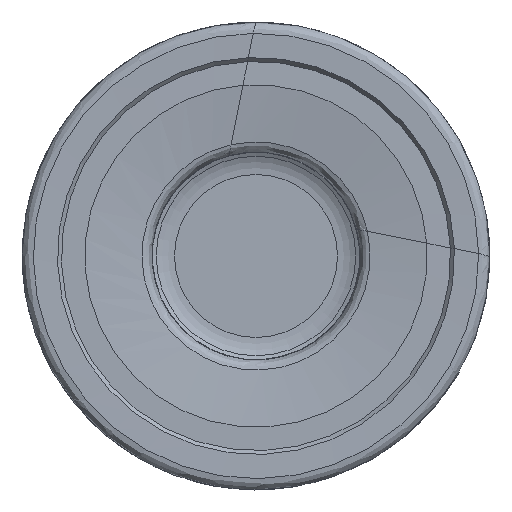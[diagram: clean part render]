
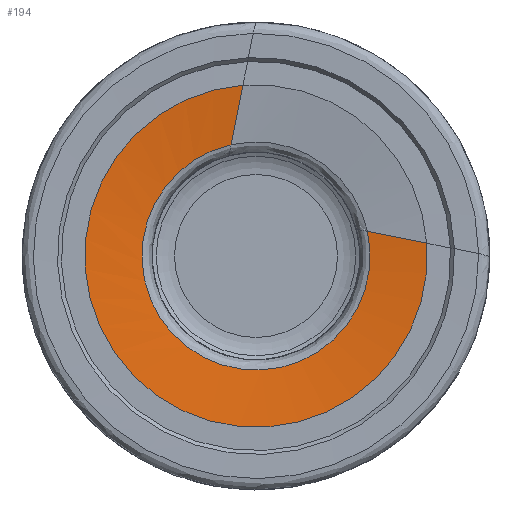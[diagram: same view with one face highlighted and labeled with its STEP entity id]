
A CAD part, left-side view. The second image highlights one B-rep face of the part: STEP entity #194.
In plain terms, the highlighted free-form (B-spline) face has degree [1, 3] with [2, 7] control points.
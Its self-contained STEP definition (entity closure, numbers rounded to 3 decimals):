
#129=LINE('',#1272,#161);
#130=LINE('',#1273,#162);
#161=VECTOR('',#994,1.);
#162=VECTOR('',#995,1.);
#194=ADVANCED_FACE('',(#295),#258,.F.);
#258=(
BOUNDED_SURFACE()
B_SPLINE_SURFACE(1,3,((#1274,#1275,#1276,#1277,#1278,#1279,#1280),(#1281,
#1282,#1283,#1284,#1285,#1286,#1287)),.UNSPECIFIED.,.F.,.F.,.F.)
B_SPLINE_SURFACE_WITH_KNOTS((2,2),(4,3,4),(0.,1.),(0.,0.5,1.),
 .UNSPECIFIED.)
GEOMETRIC_REPRESENTATION_ITEM()
RATIONAL_B_SPLINE_SURFACE(((1.,0.589,0.589,1.,0.589,
0.589,1.),(1.,0.589,0.589,1.,0.589,
0.589,1.)))
REPRESENTATION_ITEM('')
SURFACE()
);
#295=FACE_OUTER_BOUND('',#337,.T.);
#337=EDGE_LOOP('',(#498,#499,#500,#501));
#426=CIRCLE('',#877,7.8);
#427=CIRCLE('',#879,11.709);
#498=ORIENTED_EDGE('',*,*,#767,.F.);
#499=ORIENTED_EDGE('',*,*,#768,.F.);
#500=ORIENTED_EDGE('',*,*,#764,.T.);
#501=ORIENTED_EDGE('',*,*,#769,.F.);
#698=VERTEX_POINT('',#1264);
#699=VERTEX_POINT('',#1265);
#700=VERTEX_POINT('',#1270);
#701=VERTEX_POINT('',#1271);
#764=EDGE_CURVE('',#698,#699,#426,.T.);
#767=EDGE_CURVE('',#700,#701,#427,.T.);
#768=EDGE_CURVE('',#698,#700,#129,.T.);
#769=EDGE_CURVE('',#701,#699,#130,.T.);
#877=AXIS2_PLACEMENT_3D('',#1263,#986,#987);
#879=AXIS2_PLACEMENT_3D('',#1269,#992,#993);
#986=DIRECTION('',(1.,0.,0.));
#987=DIRECTION('',(0.,-0.976,0.217));
#992=DIRECTION('',(1.,0.,0.));
#993=DIRECTION('',(0.,-0.997,0.075));
#994=DIRECTION('',(-0.113,-0.974,-0.195));
#995=DIRECTION('',(0.113,0.193,-0.975));
#1263=CARTESIAN_POINT('',(0.836,0.,0.));
#1264=CARTESIAN_POINT('',(0.836,-7.614,1.693));
#1265=CARTESIAN_POINT('',(0.836,1.707,7.611));
#1269=CARTESIAN_POINT('',(0.363,0.,0.));
#1270=CARTESIAN_POINT('',(0.363,-11.676,0.88));
#1271=CARTESIAN_POINT('',(0.363,0.902,11.674));
#1272=CARTESIAN_POINT('',(0.836,-7.614,1.693));
#1273=CARTESIAN_POINT('',(0.836,1.707,7.611));
#1274=CARTESIAN_POINT('',(0.836,-7.614,1.693));
#1275=CARTESIAN_POINT('',(0.836,-9.385,-6.271));
#1276=CARTESIAN_POINT('',(0.836,-2.707,-10.958));
#1277=CARTESIAN_POINT('',(0.836,4.181,-6.585));
#1278=CARTESIAN_POINT('',(0.836,11.068,-2.212));
#1279=CARTESIAN_POINT('',(0.836,9.668,5.825));
#1280=CARTESIAN_POINT('',(0.836,1.707,7.611));
#1281=CARTESIAN_POINT('',(0.363,-11.676,0.88));
#1282=CARTESIAN_POINT('',(0.363,-12.597,-11.332));
#1283=CARTESIAN_POINT('',(0.363,-1.669,-16.861));
#1284=CARTESIAN_POINT('',(0.363,7.625,-8.886));
#1285=CARTESIAN_POINT('',(0.363,16.919,-0.91));
#1286=CARTESIAN_POINT('',(0.363,13.113,10.731));
#1287=CARTESIAN_POINT('',(0.363,0.902,11.674));
